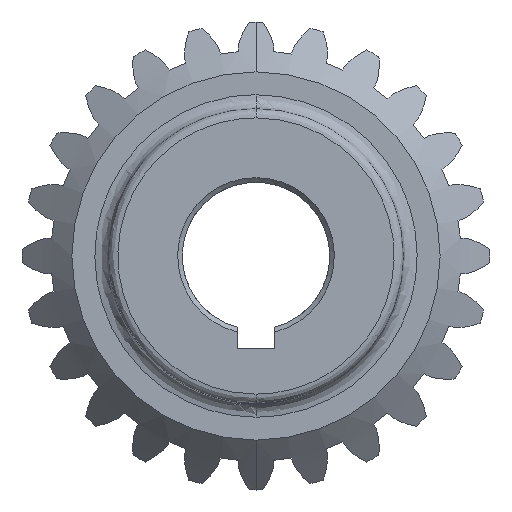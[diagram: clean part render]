
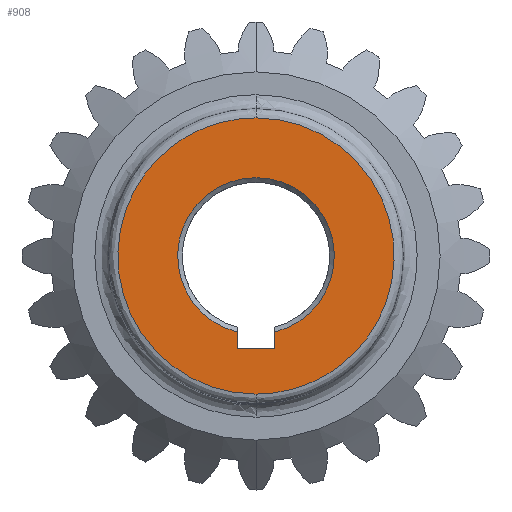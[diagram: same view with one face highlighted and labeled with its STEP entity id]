
A CAD part, front view. The second image highlights one B-rep face of the part: STEP entity #908.
In plain terms, the highlighted planar face has unit normal (0, -1, 0).
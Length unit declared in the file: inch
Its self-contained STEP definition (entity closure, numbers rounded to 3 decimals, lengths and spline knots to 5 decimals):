
#119 = ORIENTED_EDGE ( 'NONE', *, *, #3258, .F. ) ;
#355 = VECTOR ( 'NONE', #7877, 39.37008 ) ;
#908 = ADVANCED_FACE ( 'NONE', ( #3912, #7507 ), #1664, .T. ) ;
#917 = ORIENTED_EDGE ( 'NONE', *, *, #7477, .F. ) ;
#1252 = CARTESIAN_POINT ( 'NONE',  ( -4.02241, 0.36159, 0.89273 ) ) ;
#1664 = PLANE ( 'NONE',  #3823 ) ;
#1845 = EDGE_CURVE ( 'NONE', #5887, #4096, #6538, .T. ) ;
#2065 = DIRECTION ( 'NONE',  ( 0., 0., -1. ) ) ;
#2246 = CARTESIAN_POINT ( 'NONE',  ( -3.02191, 0.36159, 1.67623 ) ) ;
#2389 = DIRECTION ( 'NONE',  ( 0., 0., 1. ) ) ;
#2539 = CARTESIAN_POINT ( 'NONE',  ( -3.89641, 0.36159, 0.94917 ) ) ;
#3258 = EDGE_CURVE ( 'NONE', #5754, #8384, #8040, .T. ) ;
#3823 = AXIS2_PLACEMENT_3D ( 'NONE', #9217, #10016, #5757 ) ;
#3912 = FACE_OUTER_BOUND ( 'NONE', #5741, .T. ) ;
#4096 = VERTEX_POINT ( 'NONE', #7551 ) ;
#4232 = ORIENTED_EDGE ( 'NONE', *, *, #1845, .F. ) ;
#4386 = DIRECTION ( 'NONE',  ( 0., 0., -1. ) ) ;
#4758 = CARTESIAN_POINT ( 'NONE',  ( -3.89641, 0.36159, 1.20748 ) ) ;
#4983 = CARTESIAN_POINT ( 'NONE',  ( -4.89691, 0.36159, 0.73873 ) ) ;
#5017 = CARTESIAN_POINT ( 'NONE',  ( -4.89691, 0.36159, 1.67623 ) ) ;
#5301 = VERTEX_POINT ( 'NONE', #2539 ) ;
#5527 = AXIS2_PLACEMENT_3D ( 'NONE', #8662, #7759, #2065 ) ;
#5580 = CIRCLE ( 'NONE', #5527, 0.26587 ) ;
#5741 = EDGE_LOOP ( 'NONE', ( #9155, #4232 ) ) ;
#5754 = VERTEX_POINT ( 'NONE', #9712 ) ;
#5757 = DIRECTION ( 'NONE',  ( 0., 0., -1. ) ) ;
#5887 = VERTEX_POINT ( 'NONE', #6136 ) ;
#5986 = CARTESIAN_POINT ( 'NONE',  ( -4.02241, 0.36159, 0.94917 ) ) ;
#6136 = CARTESIAN_POINT ( 'NONE',  ( -3.95941, 0.36159, 1.67623 ) ) ;
#6393 = CARTESIAN_POINT ( 'NONE',  ( -3.89641, 0.36159, 0.89273 ) ) ;
#6538 =( BOUNDED_CURVE ( )  B_SPLINE_CURVE ( 3, ( #10394, #2246, #8211, #8775 ),
 .UNSPECIFIED., .F., .F. ) 
 B_SPLINE_CURVE_WITH_KNOTS ( ( 4, 4 ),
 ( 0.5, 1. ),
 .UNSPECIFIED. ) 
 CURVE ( )  GEOMETRIC_REPRESENTATION_ITEM ( )  RATIONAL_B_SPLINE_CURVE ( ( 1., 0.333, 0.333, 1. ) ) 
 REPRESENTATION_ITEM ( '' )  );
#6696 = CARTESIAN_POINT ( 'NONE',  ( -3.95941, 0.36159, 1.67623 ) ) ;
#6729 = CARTESIAN_POINT ( 'NONE',  ( -3.95941, 0.36159, 0.73873 ) ) ;
#6833 = EDGE_CURVE ( 'NONE', #7934, #5301, #5580, .T. ) ;
#6921 = EDGE_LOOP ( 'NONE', ( #917, #119, #9792, #7532 ) ) ;
#7281 = EDGE_CURVE ( 'NONE', #4096, #5887, #8258, .T. ) ;
#7477 = EDGE_CURVE ( 'NONE', #8384, #5301, #9433, .T. ) ;
#7507 = FACE_BOUND ( 'NONE', #6921, .T. ) ;
#7532 = ORIENTED_EDGE ( 'NONE', *, *, #6833, .T. ) ;
#7551 = CARTESIAN_POINT ( 'NONE',  ( -3.95941, 0.36159, 0.73873 ) ) ;
#7759 = DIRECTION ( 'NONE',  ( 0., 1., 0. ) ) ;
#7877 = DIRECTION ( 'NONE',  ( 1., 0., 0. ) ) ;
#7934 = VERTEX_POINT ( 'NONE', #5986 ) ;
#8040 = LINE ( 'NONE', #6393, #355 ) ;
#8211 = CARTESIAN_POINT ( 'NONE',  ( -3.02191, 0.36159, 0.73873 ) ) ;
#8258 =( BOUNDED_CURVE ( )  B_SPLINE_CURVE ( 3, ( #6729, #4983, #5017, #6696 ),
 .UNSPECIFIED., .F., .F. ) 
 B_SPLINE_CURVE_WITH_KNOTS ( ( 4, 4 ),
 ( 0., 0.5 ),
 .UNSPECIFIED. ) 
 CURVE ( )  GEOMETRIC_REPRESENTATION_ITEM ( )  RATIONAL_B_SPLINE_CURVE ( ( 1., 0.333, 0.333, 1. ) ) 
 REPRESENTATION_ITEM ( '' )  );
#8384 = VERTEX_POINT ( 'NONE', #9949 ) ;
#8662 = CARTESIAN_POINT ( 'NONE',  ( -3.95941, 0.36159, 1.20748 ) ) ;
#8775 = CARTESIAN_POINT ( 'NONE',  ( -3.95941, 0.36159, 0.73873 ) ) ;
#9155 = ORIENTED_EDGE ( 'NONE', *, *, #7281, .F. ) ;
#9217 = CARTESIAN_POINT ( 'NONE',  ( -3.95941, 0.36159, 0.70748 ) ) ;
#9433 = LINE ( 'NONE', #4758, #9687 ) ;
#9519 = EDGE_CURVE ( 'NONE', #7934, #5754, #10299, .T. ) ;
#9687 = VECTOR ( 'NONE', #2389, 39.37008 ) ;
#9712 = CARTESIAN_POINT ( 'NONE',  ( -4.02241, 0.36159, 0.89273 ) ) ;
#9792 = ORIENTED_EDGE ( 'NONE', *, *, #9519, .F. ) ;
#9949 = CARTESIAN_POINT ( 'NONE',  ( -3.89641, 0.36159, 0.89273 ) ) ;
#10016 = DIRECTION ( 'NONE',  ( 0., -1., 0. ) ) ;
#10299 = LINE ( 'NONE', #1252, #10556 ) ;
#10394 = CARTESIAN_POINT ( 'NONE',  ( -3.95941, 0.36159, 1.67623 ) ) ;
#10556 = VECTOR ( 'NONE', #4386, 39.37008 ) ;
